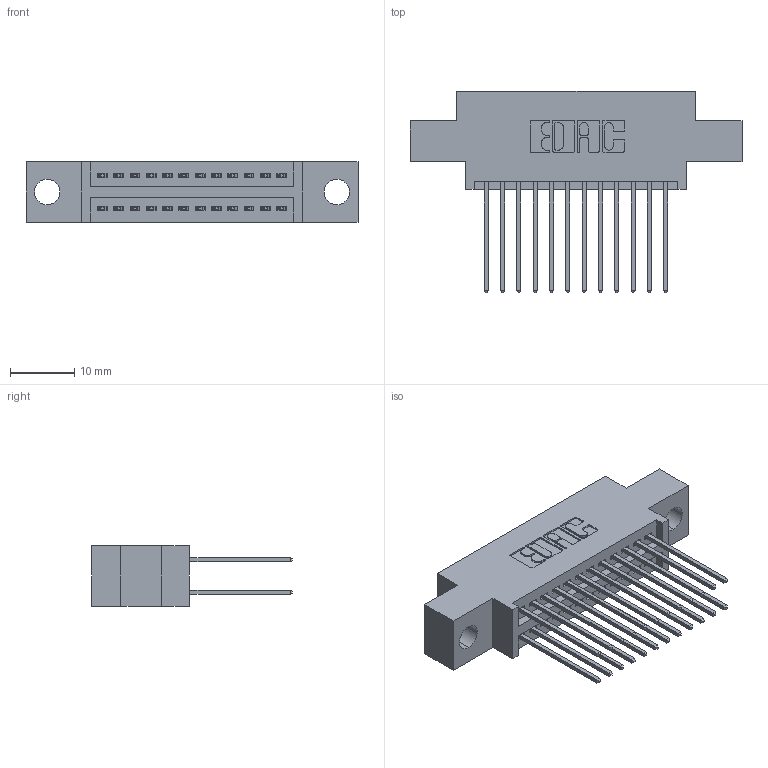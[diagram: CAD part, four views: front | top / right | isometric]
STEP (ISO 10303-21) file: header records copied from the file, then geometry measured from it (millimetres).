
FILE_DESCRIPTION (( 'STEP AP203' ), '1' );
FILE_NAME ('395-024-542-804.STEP', '2021-06-16T19:13:36', ( '' ), ( '' ), 'SwSTEP 2.0', 'SolidWorks 2020', '' );
FILE_SCHEMA (( 'CONFIG_CONTROL_DESIGN' ));
Length unit declared in the file: inch
Products named in the file (3): 345 Part_0.170 Offset - 0.156 Dia-TI; 395-024-542-804; 345-292-001_345-293-142
Assembly tree (25 placements, depth 2):
  395-024-542-804
    345 Part_0.170 Offset - 0.156 Dia-TI
    345-292-001_345-293-142  x24
Bounding box: 51.69 x 31.29 x 9.4 mm (x, y, z)
Volume: 4635.2 mm3; surface area: 6788.5 mm2
Topology: 25 solids, 25 shells, 1344 faces, 3965 edges, 2610 vertices
Faces by surface type: plane 890, cylinder 454
Entity records: 14023 total; most frequent: CARTESIAN_POINT 2386, ORIENTED_EDGE 2318, DIRECTION 2139, EDGE_CURVE 1159, LINE 979, VECTOR 979, VERTEX_POINT 770, AXIS2_PLACEMENT_3D 580
